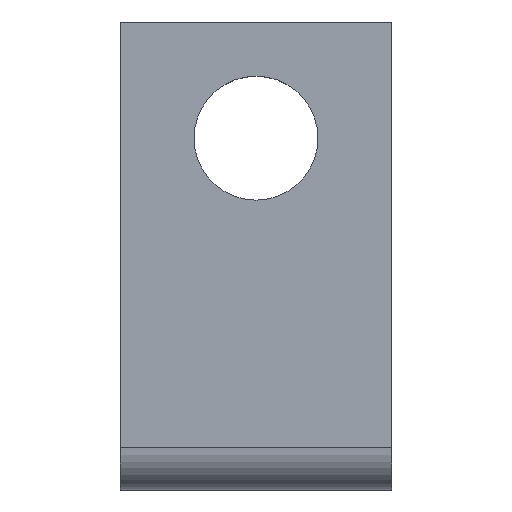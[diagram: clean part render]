
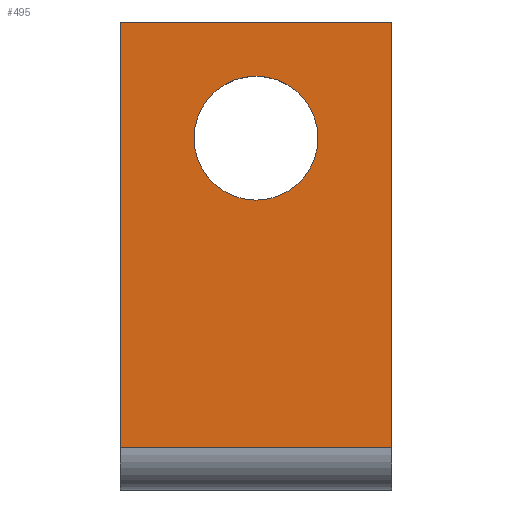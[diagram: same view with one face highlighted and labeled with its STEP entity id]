
A CAD part, top view. The second image highlights one B-rep face of the part: STEP entity #495.
In plain terms, the highlighted planar face has unit normal (0, 0, 1).
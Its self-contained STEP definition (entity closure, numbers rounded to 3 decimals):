
#17 = VECTOR ( 'NONE', #100, 1000. ) ;
#35 = CARTESIAN_POINT ( 'NONE',  ( -23.287, -11.803, -8.593 ) ) ;
#76 = EDGE_CURVE ( 'NONE', #553, #166, #84, .T. ) ;
#84 = LINE ( 'NONE', #318, #451 ) ;
#85 = DIRECTION ( 'NONE',  ( 0., 0., 1. ) ) ;
#97 = CARTESIAN_POINT ( 'NONE',  ( -5.787, -11.803, -8.593 ) ) ;
#100 = DIRECTION ( 'NONE',  ( 0., -1., 0. ) ) ;
#105 = CARTESIAN_POINT ( 'NONE',  ( -5.787, 28.197, -8.593 ) ) ;
#106 = VERTEX_POINT ( 'NONE', #271 ) ;
#133 = DIRECTION ( 'NONE',  ( 0., 0., -1. ) ) ;
#157 = ORIENTED_EDGE ( 'NONE', *, *, #618, .F. ) ;
#158 = VECTOR ( 'NONE', #484, 1000. ) ;
#166 = VERTEX_POINT ( 'NONE', #105 ) ;
#172 = EDGE_CURVE ( 'NONE', #166, #703, #209, .T. ) ;
#189 = DIRECTION ( 'NONE',  ( 0., 1., 0. ) ) ;
#209 = LINE ( 'NONE', #97, #17 ) ;
#260 = CARTESIAN_POINT ( 'NONE',  ( -14.537, 20.697, -8.593 ) ) ;
#263 = VECTOR ( 'NONE', #684, 1000. ) ;
#271 = CARTESIAN_POINT ( 'NONE',  ( -23.287, 0.737, -8.593 ) ) ;
#282 = CARTESIAN_POINT ( 'NONE',  ( -14.537, 20.697, -8.593 ) ) ;
#299 = AXIS2_PLACEMENT_3D ( 'NONE', #260, #85, #716 ) ;
#318 = CARTESIAN_POINT ( 'NONE',  ( -23.287, 28.197, -8.593 ) ) ;
#368 = FACE_OUTER_BOUND ( 'NONE', #687, .T. ) ;
#372 = CARTESIAN_POINT ( 'NONE',  ( 0., 0.737, -8.593 ) ) ;
#398 = ORIENTED_EDGE ( 'NONE', *, *, #76, .F. ) ;
#410 = ORIENTED_EDGE ( 'NONE', *, *, #481, .F. ) ;
#429 = LINE ( 'NONE', #372, #158 ) ;
#440 = CIRCLE ( 'NONE', #643, 4. ) ;
#449 = ORIENTED_EDGE ( 'NONE', *, *, #172, .F. ) ;
#451 = VECTOR ( 'NONE', #596, 1000. ) ;
#477 = EDGE_CURVE ( 'NONE', #703, #106, #429, .T. ) ;
#479 = CARTESIAN_POINT ( 'NONE',  ( 0., 9.527, -8.593 ) ) ;
#481 = EDGE_CURVE ( 'NONE', #586, #672, #626, .T. ) ;
#484 = DIRECTION ( 'NONE',  ( -1., 0., 0. ) ) ;
#491 = CARTESIAN_POINT ( 'NONE',  ( -14.537, 24.697, -8.593 ) ) ;
#494 = LINE ( 'NONE', #35, #263 ) ;
#495 = ADVANCED_FACE ( 'NONE', ( #368, #722 ), #661, .F. ) ;
#503 = ORIENTED_EDGE ( 'NONE', *, *, #696, .F. ) ;
#510 = DIRECTION ( 'NONE',  ( 0., 0., 1. ) ) ;
#553 = VERTEX_POINT ( 'NONE', #659 ) ;
#567 = EDGE_LOOP ( 'NONE', ( #410, #157 ) ) ;
#586 = VERTEX_POINT ( 'NONE', #491 ) ;
#588 = AXIS2_PLACEMENT_3D ( 'NONE', #479, #133, #189 ) ;
#596 = DIRECTION ( 'NONE',  ( 1., 0., 0. ) ) ;
#618 = EDGE_CURVE ( 'NONE', #672, #586, #440, .T. ) ;
#626 = CIRCLE ( 'NONE', #299, 4. ) ;
#643 = AXIS2_PLACEMENT_3D ( 'NONE', #282, #510, #679 ) ;
#648 = ORIENTED_EDGE ( 'NONE', *, *, #477, .F. ) ;
#659 = CARTESIAN_POINT ( 'NONE',  ( -23.287, 28.197, -8.593 ) ) ;
#661 = PLANE ( 'NONE',  #588 ) ;
#672 = VERTEX_POINT ( 'NONE', #689 ) ;
#679 = DIRECTION ( 'NONE',  ( 0., 1., 0. ) ) ;
#684 = DIRECTION ( 'NONE',  ( 0., 1., 0. ) ) ;
#687 = EDGE_LOOP ( 'NONE', ( #648, #449, #398, #503 ) ) ;
#689 = CARTESIAN_POINT ( 'NONE',  ( -14.537, 16.697, -8.593 ) ) ;
#692 = CARTESIAN_POINT ( 'NONE',  ( -5.787, 0.737, -8.593 ) ) ;
#696 = EDGE_CURVE ( 'NONE', #106, #553, #494, .T. ) ;
#703 = VERTEX_POINT ( 'NONE', #692 ) ;
#716 = DIRECTION ( 'NONE',  ( 0., 1., 0. ) ) ;
#722 = FACE_BOUND ( 'NONE', #567, .T. ) ;
